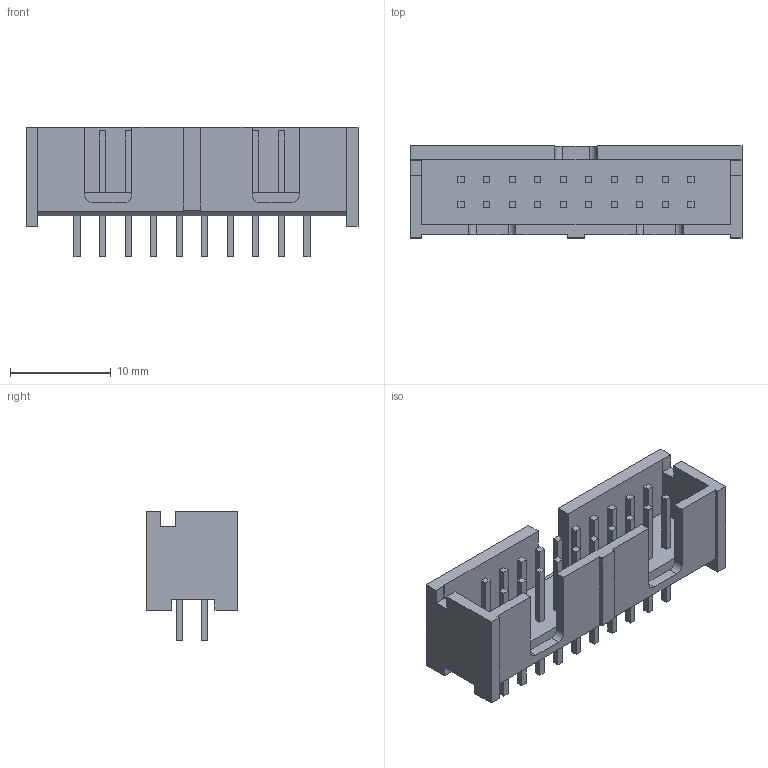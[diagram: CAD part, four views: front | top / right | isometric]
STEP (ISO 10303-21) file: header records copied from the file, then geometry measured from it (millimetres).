
FILE_DESCRIPTION(('STEP AP214'),'1');
FILE_NAME('11906.stp','2016-12-02T14:55:57',('TraceParts'),('TraceParts S.A.'),'Spatial InterOp 3D',' ',' ');
FILE_SCHEMA(('automotive_design'));
Length unit declared in the file: millimetre
Products named in the file (1): C-5103308-5
Bounding box: 33.02 x 9.14 x 12.9 mm (x, y, z)
Volume: 1260.3 mm3; surface area: 2217.8 mm2
Topology: 1 solids, 1 shells, 261 faces, 651 edges, 432 vertices
Faces by surface type: plane 255, cylinder 6
Entity records: 7624 total; most frequent: CARTESIAN_POINT 1345, ORIENTED_EDGE 1302, DIRECTION 1187, EDGE_CURVE 651, LINE 639, VECTOR 639, VERTEX_POINT 432, EDGE_LOOP 301
